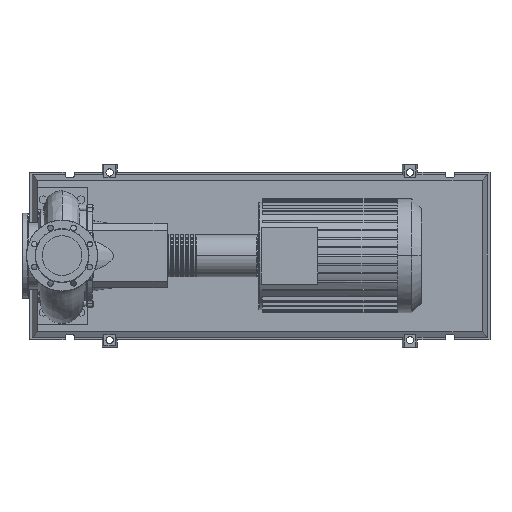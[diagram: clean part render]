
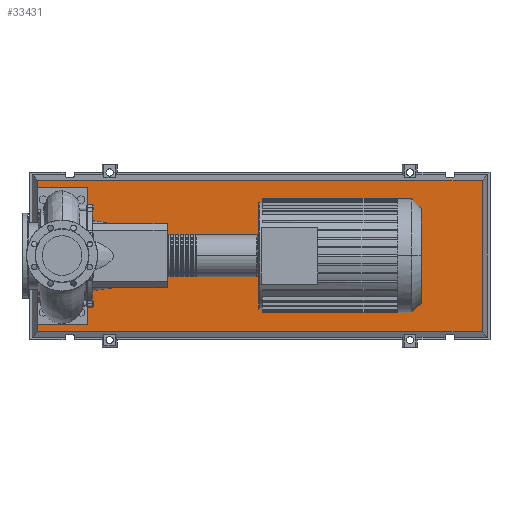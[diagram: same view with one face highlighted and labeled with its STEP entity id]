
A CAD part, top view. The second image highlights one B-rep face of the part: STEP entity #33431.
In plain terms, the highlighted planar face has unit normal (0, 0, 1).
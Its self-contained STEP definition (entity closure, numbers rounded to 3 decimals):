
#33112=CARTESIAN_POINT('',(1678.185,-303.185,123.0));
#33113=VERTEX_POINT('',#33112);
#33120=CARTESIAN_POINT('',(-98.185,-303.185,123.0));
#33121=VERTEX_POINT('',#33120);
#33122=CARTESIAN_POINT('',(1678.185,-303.185,123.0));
#33123=DIRECTION('',(-1.0,0.0,0.0));
#33124=VECTOR('',#33123,1776.37);
#33125=LINE('',#33122,#33124);
#33126=EDGE_CURVE('',#33113,#33121,#33125,.T.);
#33344=CARTESIAN_POINT('',(1678.185,303.185,123.0));
#33345=VERTEX_POINT('',#33344);
#33346=CARTESIAN_POINT('',(1678.185,303.185,123.0));
#33347=DIRECTION('',(0.0,-1.0,0.0));
#33348=VECTOR('',#33347,606.37);
#33349=LINE('',#33346,#33348);
#33350=EDGE_CURVE('',#33345,#33113,#33349,.T.);
#33368=CARTESIAN_POINT('',(-98.185,303.185,123.0));
#33369=VERTEX_POINT('',#33368);
#33370=CARTESIAN_POINT('',(-98.185,-303.185,123.0));
#33371=DIRECTION('',(0.0,1.0,0.0));
#33372=VECTOR('',#33371,606.37);
#33373=LINE('',#33370,#33372);
#33374=EDGE_CURVE('',#33121,#33369,#33373,.T.);
#33407=CARTESIAN_POINT('',(-98.185,303.185,123.0));
#33408=DIRECTION('',(1.0,0.0,0.0));
#33409=VECTOR('',#33408,1776.37);
#33410=LINE('',#33407,#33409);
#33411=EDGE_CURVE('',#33369,#33345,#33410,.T.);
#33420=CARTESIAN_POINT('',(790.,0.,123.0));
#33421=DIRECTION('',(0.0,0.0,1.0));
#33422=DIRECTION('',(1.0,0.0,0.0));
#33423=AXIS2_PLACEMENT_3D('',#33420,#33421,#33422);
#33424=PLANE('',#33423);
#33425=ORIENTED_EDGE('',*,*,#33350,.F.);
#33426=ORIENTED_EDGE('',*,*,#33411,.F.);
#33427=ORIENTED_EDGE('',*,*,#33374,.F.);
#33428=ORIENTED_EDGE('',*,*,#33126,.F.);
#33429=EDGE_LOOP('',(#33425,#33426,#33427,#33428));
#33430=FACE_OUTER_BOUND('',#33429,.T.);
#33431=ADVANCED_FACE('',(#33430),#33424,.T.);
